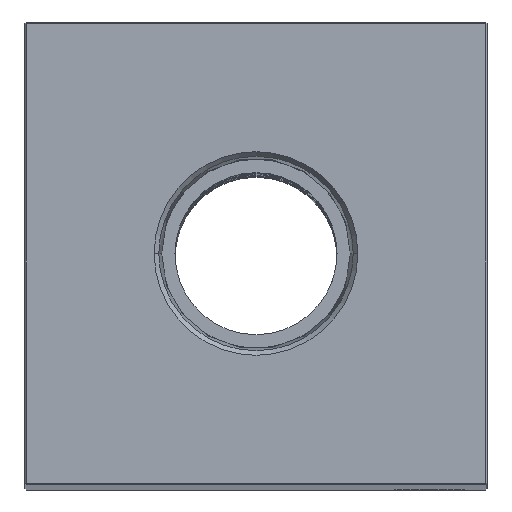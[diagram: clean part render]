
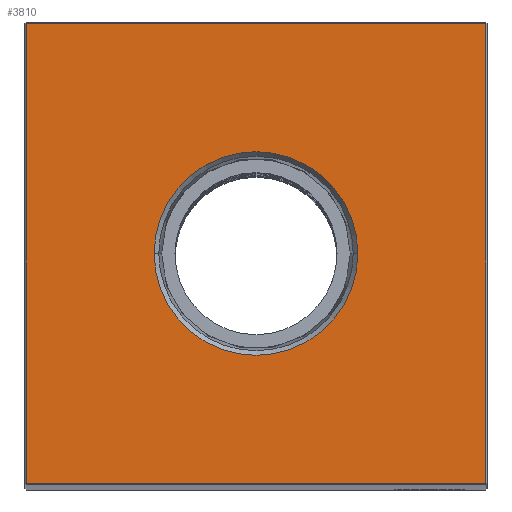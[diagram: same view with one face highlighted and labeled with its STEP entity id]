
A CAD part, top view. The second image highlights one B-rep face of the part: STEP entity #3810.
In plain terms, the highlighted planar face has unit normal (0, 0, 1).
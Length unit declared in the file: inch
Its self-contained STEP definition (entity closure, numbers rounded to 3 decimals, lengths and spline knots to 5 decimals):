
#716 = VERTEX_POINT ( 'NONE', #26567 ) ;
#889 = EDGE_LOOP ( 'NONE', ( #17291, #8840, #20722, #9981 ) ) ;
#1681 = FACE_BOUND ( 'NONE', #11107, .T. ) ;
#2497 = VERTEX_POINT ( 'NONE', #24658 ) ;
#2735 = DIRECTION ( 'NONE',  ( 1., 0., 0. ) ) ;
#3357 = VECTOR ( 'NONE', #18751, 39.37008 ) ;
#3810 = ADVANCED_FACE ( 'NONE', ( #10508, #1681 ), #16480, .F. ) ;
#5775 = EDGE_CURVE ( 'NONE', #22173, #716, #6202, .T. ) ;
#6202 = CIRCLE ( 'NONE', #21673, 0.5499 ) ;
#6471 = CARTESIAN_POINT ( 'NONE',  ( 1.24, 0., 15.5 ) ) ;
#6526 = VECTOR ( 'NONE', #21878, 39.37008 ) ;
#8143 = AXIS2_PLACEMENT_3D ( 'NONE', #13244, #11299, #2735 ) ;
#8455 = LINE ( 'NONE', #25344, #6526 ) ;
#8840 = ORIENTED_EDGE ( 'NONE', *, *, #10918, .T. ) ;
#9171 = CARTESIAN_POINT ( 'NONE',  ( 0., 0., 15.5 ) ) ;
#9981 = ORIENTED_EDGE ( 'NONE', *, *, #23073, .T. ) ;
#10508 = FACE_OUTER_BOUND ( 'NONE', #889, .T. ) ;
#10593 = CARTESIAN_POINT ( 'NONE',  ( 0., 1.24, 15.5 ) ) ;
#10730 = EDGE_CURVE ( 'NONE', #25656, #2497, #25425, .T. ) ;
#10918 = EDGE_CURVE ( 'NONE', #26893, #25656, #25119, .T. ) ;
#11107 = EDGE_LOOP ( 'NONE', ( #12446, #13653 ) ) ;
#11299 = DIRECTION ( 'NONE',  ( 0., 0., 1. ) ) ;
#12316 = DIRECTION ( 'NONE',  ( -1., 0., 0. ) ) ;
#12446 = ORIENTED_EDGE ( 'NONE', *, *, #5775, .F. ) ;
#12623 = VECTOR ( 'NONE', #14909, 39.37008 ) ;
#13244 = CARTESIAN_POINT ( 'NONE',  ( 0., 0., 15.5 ) ) ;
#13479 = CIRCLE ( 'NONE', #8143, 0.5499 ) ;
#13653 = ORIENTED_EDGE ( 'NONE', *, *, #22238, .F. ) ;
#13714 = CARTESIAN_POINT ( 'NONE',  ( 0.5499, 0., 15.5 ) ) ;
#14909 = DIRECTION ( 'NONE',  ( 0., 1., 0. ) ) ;
#16480 = PLANE ( 'NONE',  #26558 ) ;
#17291 = ORIENTED_EDGE ( 'NONE', *, *, #24572, .T. ) ;
#17494 = DIRECTION ( 'NONE',  ( 0., 0., 1. ) ) ;
#18751 = DIRECTION ( 'NONE',  ( 1., 0., 0. ) ) ;
#19044 = DIRECTION ( 'NONE',  ( -1., 0., 0. ) ) ;
#20154 = VERTEX_POINT ( 'NONE', #25768 ) ;
#20527 = CARTESIAN_POINT ( 'NONE',  ( -1.24, -1.24, 15.5 ) ) ;
#20722 = ORIENTED_EDGE ( 'NONE', *, *, #10730, .T. ) ;
#20960 = CARTESIAN_POINT ( 'NONE',  ( 1.24, -1.24, 15.5 ) ) ;
#21673 = AXIS2_PLACEMENT_3D ( 'NONE', #9171, #17494, #25935 ) ;
#21878 = DIRECTION ( 'NONE',  ( 0., -1., 0. ) ) ;
#22173 = VERTEX_POINT ( 'NONE', #13714 ) ;
#22238 = EDGE_CURVE ( 'NONE', #716, #22173, #13479, .T. ) ;
#22645 = LINE ( 'NONE', #10593, #27296 ) ;
#23073 = EDGE_CURVE ( 'NONE', #2497, #20154, #22645, .T. ) ;
#23169 = CARTESIAN_POINT ( 'NONE',  ( 0., -1.24, 15.5 ) ) ;
#24572 = EDGE_CURVE ( 'NONE', #20154, #26893, #8455, .T. ) ;
#24658 = CARTESIAN_POINT ( 'NONE',  ( 1.24, 1.24, 15.5 ) ) ;
#24919 = CARTESIAN_POINT ( 'NONE',  ( 0., 0., 15.5 ) ) ;
#25055 = DIRECTION ( 'NONE',  ( 0., 0., -1. ) ) ;
#25119 = LINE ( 'NONE', #23169, #3357 ) ;
#25344 = CARTESIAN_POINT ( 'NONE',  ( -1.24, 0., 15.5 ) ) ;
#25425 = LINE ( 'NONE', #6471, #12623 ) ;
#25656 = VERTEX_POINT ( 'NONE', #20960 ) ;
#25768 = CARTESIAN_POINT ( 'NONE',  ( -1.24, 1.24, 15.5 ) ) ;
#25935 = DIRECTION ( 'NONE',  ( 1., 0., 0. ) ) ;
#26558 = AXIS2_PLACEMENT_3D ( 'NONE', #24919, #25055, #12316 ) ;
#26567 = CARTESIAN_POINT ( 'NONE',  ( -0.5499, 0., 15.5 ) ) ;
#26893 = VERTEX_POINT ( 'NONE', #20527 ) ;
#27296 = VECTOR ( 'NONE', #19044, 39.37008 ) ;
